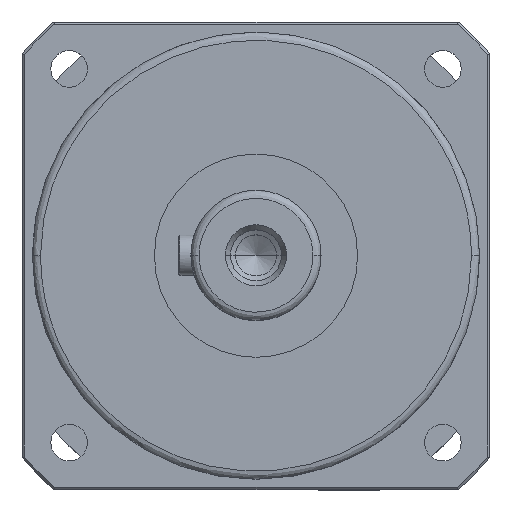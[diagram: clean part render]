
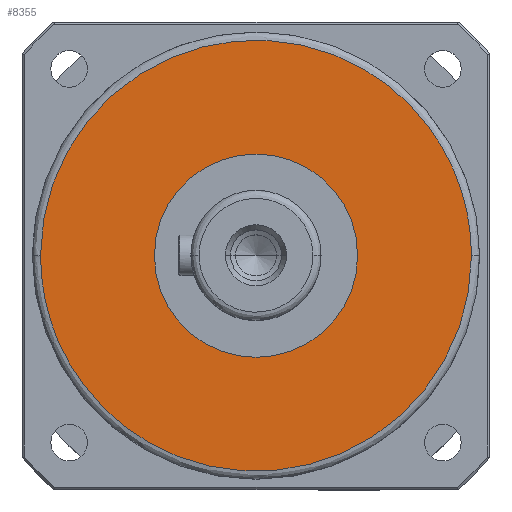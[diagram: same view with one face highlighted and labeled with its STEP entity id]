
A CAD part, top view. The second image highlights one B-rep face of the part: STEP entity #8355.
In plain terms, the highlighted planar face has unit normal (0, 0, 1).
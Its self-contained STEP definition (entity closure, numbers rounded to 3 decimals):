
#755 = CARTESIAN_POINT ( 'NONE',  ( 53., 0., 160. ) ) ;
#901 = EDGE_CURVE ( 'NONE', #3122, #2224, #8658, .T. ) ;
#1021 = CIRCLE ( 'NONE', #9221, 25. ) ;
#2224 = VERTEX_POINT ( 'NONE', #3166 ) ;
#2921 = EDGE_CURVE ( 'NONE', #11667, #4935, #17672, .T. ) ;
#3122 = VERTEX_POINT ( 'NONE', #5828 ) ;
#3166 = CARTESIAN_POINT ( 'NONE',  ( 25., 0., 160. ) ) ;
#4037 =( BOUNDED_CURVE ( )  B_SPLINE_CURVE ( 3, ( #7589, #14490, #9067, #755 ),
 .UNSPECIFIED., .F., .F. ) 
 B_SPLINE_CURVE_WITH_KNOTS ( ( 4, 4 ),
 ( 0.5, 1. ),
 .UNSPECIFIED. ) 
 CURVE ( )  GEOMETRIC_REPRESENTATION_ITEM ( )  RATIONAL_B_SPLINE_CURVE ( ( 1., 0.333, 0.333, 1. ) ) 
 REPRESENTATION_ITEM ( '' )  );
#4694 = DIRECTION ( 'NONE',  ( 0., 0., -1. ) ) ;
#4935 = VERTEX_POINT ( 'NONE', #11234 ) ;
#5037 = DIRECTION ( 'NONE',  ( 0., 0., 1. ) ) ;
#5069 = ORIENTED_EDGE ( 'NONE', *, *, #13217, .T. ) ;
#5339 = FACE_BOUND ( 'NONE', #10768, .T. ) ;
#5828 = CARTESIAN_POINT ( 'NONE',  ( -25., 0., 160. ) ) ;
#6118 = DIRECTION ( 'NONE',  ( -1., 0., 0. ) ) ;
#6137 = DIRECTION ( 'NONE',  ( 0., 0., -1. ) ) ;
#6158 = CARTESIAN_POINT ( 'NONE',  ( 0., 0., 160. ) ) ;
#7330 = EDGE_LOOP ( 'NONE', ( #11387, #7896 ) ) ;
#7501 = CARTESIAN_POINT ( 'NONE',  ( 53., 0., 160. ) ) ;
#7589 = CARTESIAN_POINT ( 'NONE',  ( -53., 0., 160. ) ) ;
#7896 = ORIENTED_EDGE ( 'NONE', *, *, #2921, .F. ) ;
#8188 = AXIS2_PLACEMENT_3D ( 'NONE', #6158, #6137, #6118 ) ;
#8355 = ADVANCED_FACE ( 'NONE', ( #8632, #5339 ), #8523, .T. ) ;
#8523 = PLANE ( 'NONE',  #11756 ) ;
#8632 = FACE_OUTER_BOUND ( 'NONE', #7330, .T. ) ;
#8658 = CIRCLE ( 'NONE', #8188, 25. ) ;
#9067 = CARTESIAN_POINT ( 'NONE',  ( 53., 106., 160. ) ) ;
#9221 = AXIS2_PLACEMENT_3D ( 'NONE', #13021, #4694, #14353 ) ;
#10015 = CARTESIAN_POINT ( 'NONE',  ( 0., 0., 160. ) ) ;
#10768 = EDGE_LOOP ( 'NONE', ( #17409, #5069 ) ) ;
#11234 = CARTESIAN_POINT ( 'NONE',  ( -53., 0., 160. ) ) ;
#11387 = ORIENTED_EDGE ( 'NONE', *, *, #12832, .F. ) ;
#11667 = VERTEX_POINT ( 'NONE', #7501 ) ;
#11756 = AXIS2_PLACEMENT_3D ( 'NONE', #10015, #5037, #13733 ) ;
#12832 = EDGE_CURVE ( 'NONE', #4935, #11667, #4037, .T. ) ;
#13021 = CARTESIAN_POINT ( 'NONE',  ( 0., 0., 160. ) ) ;
#13217 = EDGE_CURVE ( 'NONE', #2224, #3122, #1021, .T. ) ;
#13733 = DIRECTION ( 'NONE',  ( 1., 0., 0. ) ) ;
#14353 = DIRECTION ( 'NONE',  ( -1., 0., 0. ) ) ;
#14490 = CARTESIAN_POINT ( 'NONE',  ( -53., 106., 160. ) ) ;
#16277 = CARTESIAN_POINT ( 'NONE',  ( 53., 0., 160. ) ) ;
#16332 = CARTESIAN_POINT ( 'NONE',  ( -53., -106., 160. ) ) ;
#16388 = CARTESIAN_POINT ( 'NONE',  ( 53., -106., 160. ) ) ;
#17409 = ORIENTED_EDGE ( 'NONE', *, *, #901, .T. ) ;
#17488 = CARTESIAN_POINT ( 'NONE',  ( -53., 0., 160. ) ) ;
#17672 =( BOUNDED_CURVE ( )  B_SPLINE_CURVE ( 3, ( #16277, #16388, #16332, #17488 ),
 .UNSPECIFIED., .F., .T. ) 
 B_SPLINE_CURVE_WITH_KNOTS ( ( 4, 4 ),
 ( 0., 0.5 ),
 .UNSPECIFIED. ) 
 CURVE ( )  GEOMETRIC_REPRESENTATION_ITEM ( )  RATIONAL_B_SPLINE_CURVE ( ( 1., 0.333, 0.333, 1. ) ) 
 REPRESENTATION_ITEM ( '' )  );
